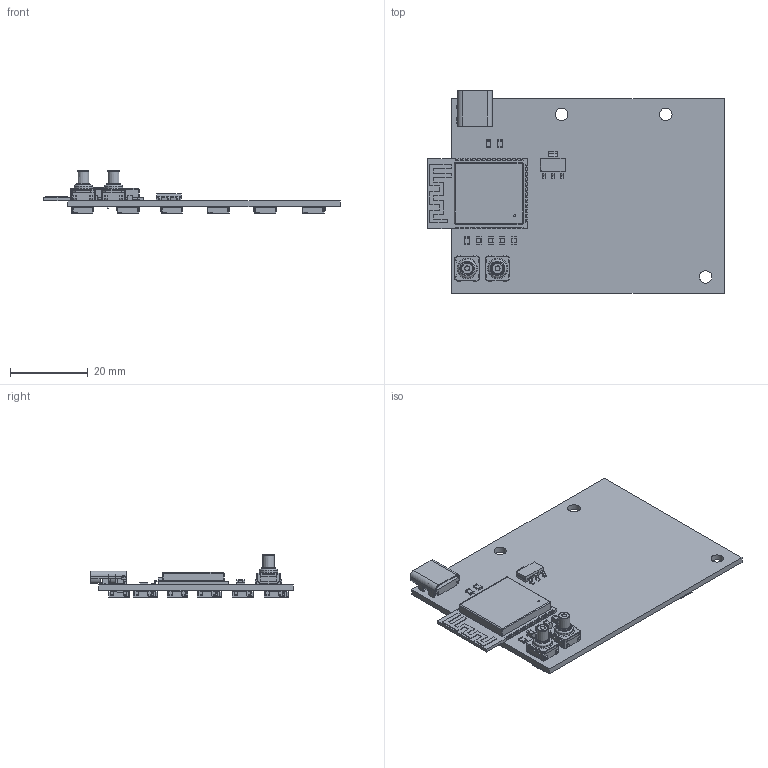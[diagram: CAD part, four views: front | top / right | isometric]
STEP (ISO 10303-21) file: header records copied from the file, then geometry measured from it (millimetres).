
FILE_DESCRIPTION(('KiCad electronic assembly'),'2;1');
FILE_NAME('cloud.step','2025-12-18T09:10:18',('Pcbnew'),('Kicad'), 'Open CASCADE STEP processor 7.8','KiCad to STEP converter','Unknown' );
FILE_SCHEMA(('AUTOMOTIVE_DESIGN { 1 0 10303 214 1 1 1 1 }'));
Length unit declared in the file: millimetre
Products named in the file (9): cloud 1; SW_Push_1P1T_NO_CK_KSC6xxJ; C_0805_2012Metric; R_0805_2012Metric; ESP32-S3-WROOM-1; SOT-223; USB_C_Receptacle_GCT_USB4085; LED_WS2812B_PLCC4_5.0x5.0mm_P3.2mm; cloud_PCB
Assembly tree (31 placements, depth 2):
  cloud 1
    SW_Push_1P1T_NO_CK_KSC6xxJ  x2
    C_0805_2012Metric  x4
    R_0805_2012Metric  x3
    ESP32-S3-WROOM-1
    SOT-223
    USB_C_Receptacle_GCT_USB4085
    LED_WS2812B_PLCC4_5.0x5.0mm_P3.2mm  x18
    cloud_PCB
Bounding box: 76.11 x 52.09 x 10.96 mm (x, y, z)
Volume: 7380.5 mm3; surface area: 12363.3 mm2
Topology: 115 solids, 115 shells, 3616 faces, 9500 edges, 6061 vertices
Faces by surface type: plane 2852, cylinder 714, cone 26, torus 12, bspline 8, sphere 4
Full cylindrical faces by diameter (mm): 0.2 x12, 0.4 x16, 0.5 x1, 0.7 x2, 3 x2, 3.2 x3, 3.333 x18, 3.4 x2, 4.7 x2
Entity records: 79017 total; most frequent: CARTESIAN_POINT 10907, ORIENTED_EDGE 10651, DIRECTION 10289, EDGE_CURVE 5326, LINE 4751, VECTOR 4751, VERTEX_POINT 3331, AXIS2_PLACEMENT_3D 2769
